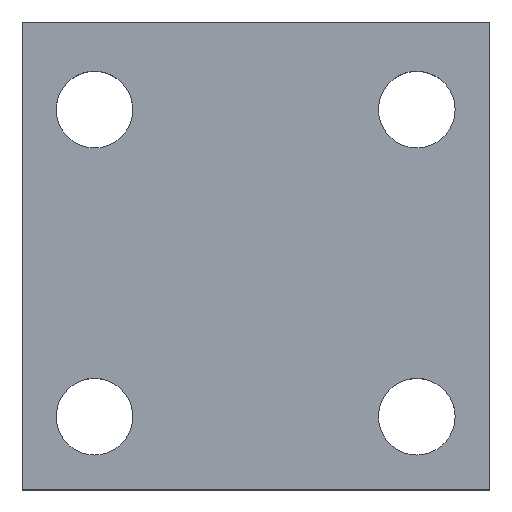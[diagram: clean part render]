
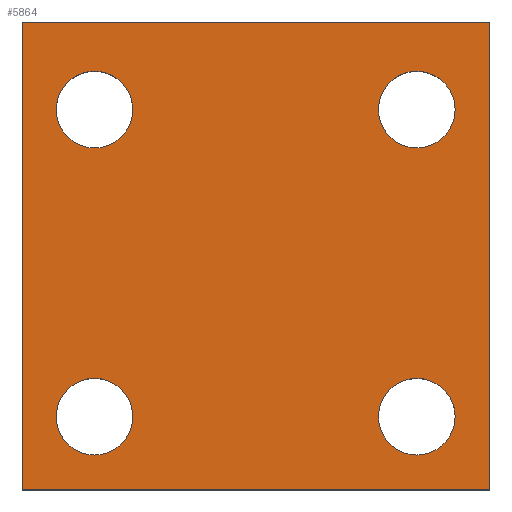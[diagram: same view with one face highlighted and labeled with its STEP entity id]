
A CAD part, top view. The second image highlights one B-rep face of the part: STEP entity #5864.
In plain terms, the highlighted planar face has unit normal (0, 0, 1).
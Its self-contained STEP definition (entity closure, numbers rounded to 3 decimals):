
#49=CIRCLE('',#6117,8.331);
#52=CIRCLE('',#6121,8.331);
#55=CIRCLE('',#6125,8.331);
#58=CIRCLE('',#6129,8.331);
#86=FACE_BOUND('',#916,.T.);
#87=FACE_BOUND('',#917,.T.);
#88=FACE_BOUND('',#918,.T.);
#89=FACE_BOUND('',#919,.T.);
#306=PLANE('',#6134);
#598=FACE_OUTER_BOUND('',#915,.T.);
#915=EDGE_LOOP('',(#5210,#5211,#5212,#5213));
#916=EDGE_LOOP('',(#5214));
#917=EDGE_LOOP('',(#5215));
#918=EDGE_LOOP('',(#5216));
#919=EDGE_LOOP('',(#5217));
#1151=LINE('',#8794,#1771);
#1543=LINE('',#9806,#2163);
#1546=LINE('',#9812,#2166);
#1549=LINE('',#9816,#2169);
#1771=VECTOR('',#6479,10.);
#2163=VECTOR('',#7253,10.);
#2166=VECTOR('',#7258,10.);
#2169=VECTOR('',#7263,10.);
#2544=VERTEX_POINT('',#8791);
#2545=VERTEX_POINT('',#8793);
#2835=VERTEX_POINT('',#9775);
#2838=VERTEX_POINT('',#9783);
#2841=VERTEX_POINT('',#9791);
#2844=VERTEX_POINT('',#9799);
#2846=VERTEX_POINT('',#9805);
#2848=VERTEX_POINT('',#9811);
#3196=EDGE_CURVE('',#2545,#2544,#1151,.T.);
#3625=EDGE_CURVE('',#2835,#2835,#49,.T.);
#3629=EDGE_CURVE('',#2838,#2838,#52,.T.);
#3633=EDGE_CURVE('',#2841,#2841,#55,.T.);
#3637=EDGE_CURVE('',#2844,#2844,#58,.T.);
#3639=EDGE_CURVE('',#2846,#2545,#1543,.T.);
#3642=EDGE_CURVE('',#2848,#2846,#1546,.T.);
#3645=EDGE_CURVE('',#2544,#2848,#1549,.T.);
#5210=ORIENTED_EDGE('',*,*,#3196,.T.);
#5211=ORIENTED_EDGE('',*,*,#3645,.T.);
#5212=ORIENTED_EDGE('',*,*,#3642,.T.);
#5213=ORIENTED_EDGE('',*,*,#3639,.T.);
#5214=ORIENTED_EDGE('',*,*,#3625,.T.);
#5215=ORIENTED_EDGE('',*,*,#3629,.T.);
#5216=ORIENTED_EDGE('',*,*,#3633,.T.);
#5217=ORIENTED_EDGE('',*,*,#3637,.T.);
#5864=ADVANCED_FACE('',(#598,#86,#87,#88,#89),#306,.T.);
#6117=AXIS2_PLACEMENT_3D('',#9777,#7221,#7222);
#6121=AXIS2_PLACEMENT_3D('',#9785,#7230,#7231);
#6125=AXIS2_PLACEMENT_3D('',#9793,#7239,#7240);
#6129=AXIS2_PLACEMENT_3D('',#9801,#7248,#7249);
#6134=AXIS2_PLACEMENT_3D('',#9818,#7266,#7267);
#6479=DIRECTION('',(1.,0.,0.));
#7221=DIRECTION('center_axis',(0.,0.,-1.));
#7222=DIRECTION('ref_axis',(1.,0.,0.));
#7230=DIRECTION('center_axis',(0.,0.,-1.));
#7231=DIRECTION('ref_axis',(1.,0.,0.));
#7239=DIRECTION('center_axis',(0.,0.,-1.));
#7240=DIRECTION('ref_axis',(1.,0.,0.));
#7248=DIRECTION('center_axis',(0.,0.,-1.));
#7249=DIRECTION('ref_axis',(1.,0.,0.));
#7253=DIRECTION('',(0.,-1.,0.));
#7258=DIRECTION('',(-1.,0.,0.));
#7263=DIRECTION('',(0.,1.,0.));
#7266=DIRECTION('center_axis',(0.,0.,1.));
#7267=DIRECTION('ref_axis',(1.,0.,0.));
#8791=CARTESIAN_POINT('',(101.6,0.,25.4));
#8793=CARTESIAN_POINT('',(0.,0.,25.4));
#8794=CARTESIAN_POINT('',(0.,0.,25.4));
#9775=CARTESIAN_POINT('',(77.394,15.875,25.4));
#9777=CARTESIAN_POINT('Origin',(85.725,15.875,25.4));
#9783=CARTESIAN_POINT('',(7.391,82.575,25.4));
#9785=CARTESIAN_POINT('Origin',(15.723,82.575,25.4));
#9791=CARTESIAN_POINT('',(77.394,82.575,25.4));
#9793=CARTESIAN_POINT('Origin',(85.725,82.575,25.4));
#9799=CARTESIAN_POINT('',(7.391,15.875,25.4));
#9801=CARTESIAN_POINT('Origin',(15.723,15.875,25.4));
#9805=CARTESIAN_POINT('',(0.,101.6,25.4));
#9806=CARTESIAN_POINT('',(0.,101.6,25.4));
#9811=CARTESIAN_POINT('',(101.6,101.6,25.4));
#9812=CARTESIAN_POINT('',(101.6,101.6,25.4));
#9816=CARTESIAN_POINT('',(101.6,0.,25.4));
#9818=CARTESIAN_POINT('Origin',(50.8,50.8,25.4));
